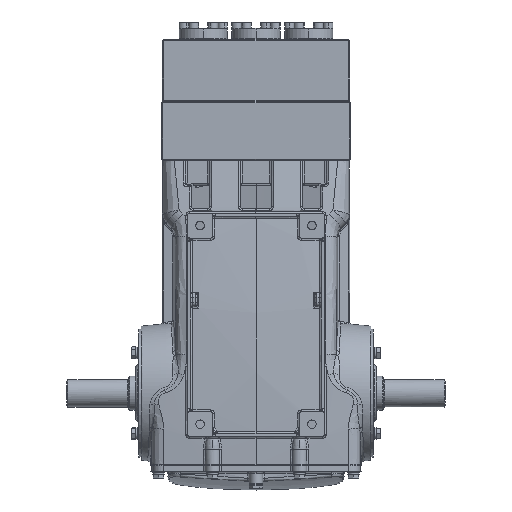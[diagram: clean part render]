
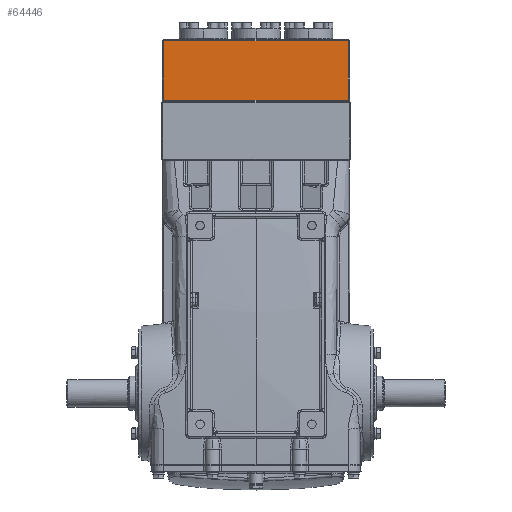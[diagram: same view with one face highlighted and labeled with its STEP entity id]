
A CAD part, front view. The second image highlights one B-rep face of the part: STEP entity #64446.
In plain terms, the highlighted planar face has unit normal (0, -1, 0).
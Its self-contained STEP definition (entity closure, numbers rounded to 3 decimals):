
#4570 = EDGE_CURVE ( 'NONE', #46360, #43810, #46858, .T. ) ;
#5047 = VECTOR ( 'NONE', #68946, 39.37 ) ;
#6019 = EDGE_CURVE ( 'NONE', #43810, #25911, #57298, .T. ) ;
#7818 = ORIENTED_EDGE ( 'NONE', *, *, #52729, .T. ) ;
#11434 = CARTESIAN_POINT ( 'NONE',  ( -5.866, -4.009, 22.362 ) ) ;
#11711 = DIRECTION ( 'NONE',  ( 1., 0., 0. ) ) ;
#11992 = ORIENTED_EDGE ( 'NONE', *, *, #6019, .T. ) ;
#13396 = CARTESIAN_POINT ( 'NONE',  ( 5.866, -4.009, 18.583 ) ) ;
#18913 = EDGE_LOOP ( 'NONE', ( #11992, #21742, #7818, #53864 ) ) ;
#21742 = ORIENTED_EDGE ( 'NONE', *, *, #73464, .T. ) ;
#25911 = VERTEX_POINT ( 'NONE', #11434 ) ;
#26647 = DIRECTION ( 'NONE',  ( 1., 0., 0. ) ) ;
#27449 = FACE_OUTER_BOUND ( 'NONE', #18913, .T. ) ;
#34702 = CARTESIAN_POINT ( 'NONE',  ( -5.866, -4.009, 22.441 ) ) ;
#38276 = CARTESIAN_POINT ( 'NONE',  ( 5.945, -4.009, 22.441 ) ) ;
#42128 = LINE ( 'NONE', #48494, #48690 ) ;
#43810 = VERTEX_POINT ( 'NONE', #60782 ) ;
#46360 = VERTEX_POINT ( 'NONE', #13396 ) ;
#46858 = LINE ( 'NONE', #76479, #65079 ) ;
#48494 = CARTESIAN_POINT ( 'NONE',  ( 5.945, -4.009, 18.583 ) ) ;
#48690 = VECTOR ( 'NONE', #11711, 39.37 ) ;
#51865 = DIRECTION ( 'NONE',  ( 0., 1., 0. ) ) ;
#52729 = EDGE_CURVE ( 'NONE', #64848, #46360, #42128, .T. ) ;
#53864 = ORIENTED_EDGE ( 'NONE', *, *, #4570, .T. ) ;
#57298 = LINE ( 'NONE', #75307, #5047 ) ;
#58012 = AXIS2_PLACEMENT_3D ( 'NONE', #38276, #51865, #26647 ) ;
#60782 = CARTESIAN_POINT ( 'NONE',  ( 5.866, -4.009, 22.362 ) ) ;
#64446 = ADVANCED_FACE ( 'NONE', ( #27449 ), #69534, .F. ) ;
#64848 = VERTEX_POINT ( 'NONE', #66479 ) ;
#65079 = VECTOR ( 'NONE', #76879, 39.37 ) ;
#66479 = CARTESIAN_POINT ( 'NONE',  ( -5.866, -4.009, 18.583 ) ) ;
#68946 = DIRECTION ( 'NONE',  ( -1., 0., 0. ) ) ;
#69534 = PLANE ( 'NONE',  #58012 ) ;
#71173 = DIRECTION ( 'NONE',  ( 0., 0., -1. ) ) ;
#73464 = EDGE_CURVE ( 'NONE', #25911, #64848, #77156, .T. ) ;
#75307 = CARTESIAN_POINT ( 'NONE',  ( 5.945, -4.009, 22.362 ) ) ;
#75353 = VECTOR ( 'NONE', #71173, 39.37 ) ;
#76479 = CARTESIAN_POINT ( 'NONE',  ( 5.866, -4.009, 22.441 ) ) ;
#76879 = DIRECTION ( 'NONE',  ( 0., 0., 1. ) ) ;
#77156 = LINE ( 'NONE', #34702, #75353 ) ;
